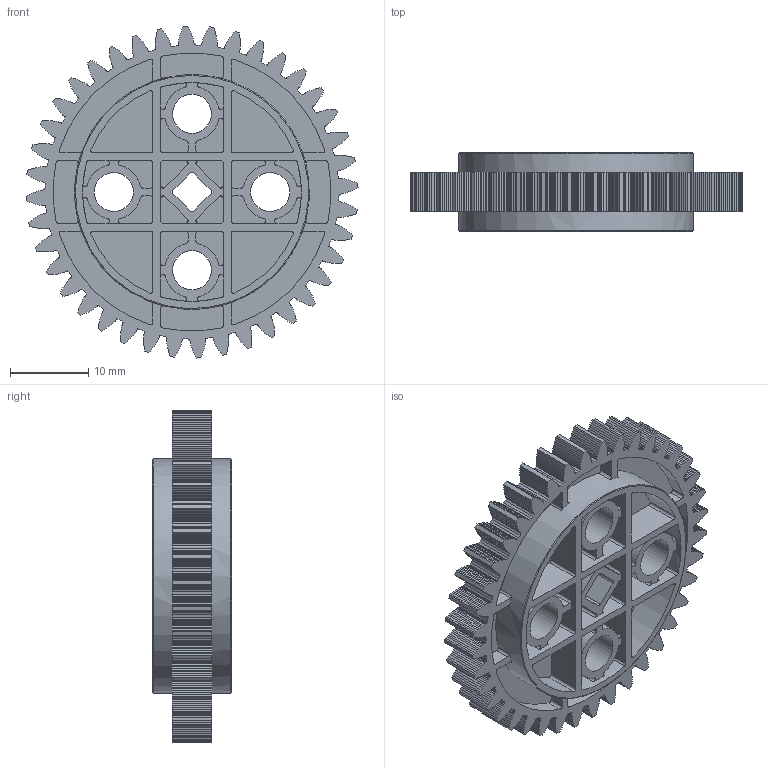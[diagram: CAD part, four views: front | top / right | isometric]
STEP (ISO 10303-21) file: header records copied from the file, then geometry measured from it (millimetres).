
FILE_DESCRIPTION(/* description */ (''),/* implementation_level */ '2;1');
FILE_NAME(/* name */ 'G40.stp',/* time_stamp */ '2019-05-10T14:24:15+02:00',/* author */ ('Varga Daniel'),/* organization */ (''),/* preprocessor_version */ 'ST-DEVELOPER v18',/* originating_system */ 'Autodesk Inventor 2020',/* authorisation */ '');
FILE_SCHEMA (('AUTOMOTIVE_DESIGN { 1 0 10303 214 3 1 1 }'));
Products named in the file (1): G40
Bounding box: 42.43 x 10 x 42.43 mm (x, y, z)
Volume: 4856.7 mm3; surface area: 8729.1 mm2
Topology: 1 solids, 1 shells, 1718 faces, 5092 edges, 3396 vertices
Faces by surface type: plane 1402, cylinder 314, torus 2
Full cylindrical faces by diameter (mm): 5 x4, 30 x2
Entity records: 56975 total; most frequent: CARTESIAN_POINT 10207, ORIENTED_EDGE 10184, DIRECTION 9216, EDGE_CURVE 5092, LINE 4406, VECTOR 4406, VERTEX_POINT 3396, AXIS2_PLACEMENT_3D 2405
